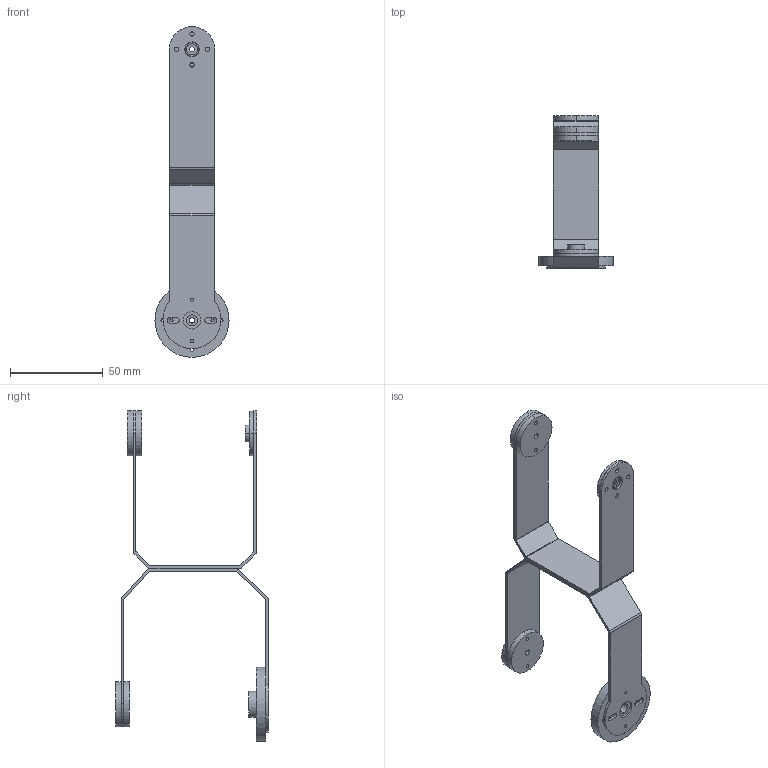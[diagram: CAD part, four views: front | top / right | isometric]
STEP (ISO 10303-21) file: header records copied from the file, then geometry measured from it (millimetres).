
FILE_DESCRIPTION (( 'STEP AP203' ), '1' );
FILE_NAME ('003_Arm1_Subassy_Default_sldprt.STEP', '2018-02-27T18:55:05', ( '' ), ( '' ), 'SwSTEP 2.0', 'SolidWorks 2016', '' );
FILE_SCHEMA (( 'CONFIG_CONTROL_DESIGN' ));
Length unit declared in the file: millimetre
Products named in the file (1): 003_Arm1_Subassy_Default_sldprt
Bounding box: 40 x 82.51 x 178.57 mm (x, y, z)
Volume: 28930.7 mm3; surface area: 32877.5 mm2
Topology: 8 solids, 8 shells, 210 faces, 567 edges, 378 vertices
Faces by surface type: cylinder 165, plane 45
Entity records: 7096 total; most frequent: DIRECTION 1319, CARTESIAN_POINT 1156, ORIENTED_EDGE 1134, EDGE_CURVE 567, AXIS2_PLACEMENT_3D 541, VERTEX_POINT 378, EDGE_LOOP 341, CIRCLE 330
